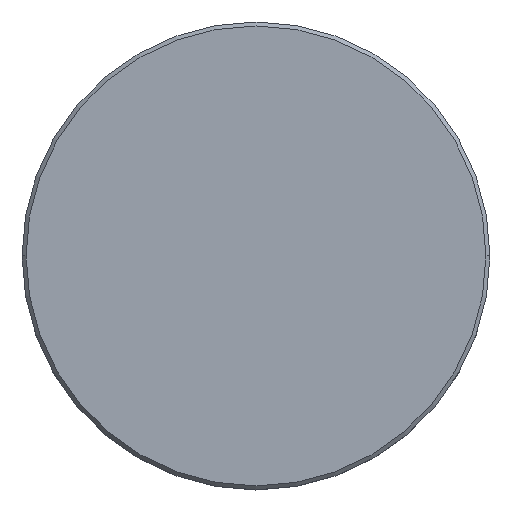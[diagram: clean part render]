
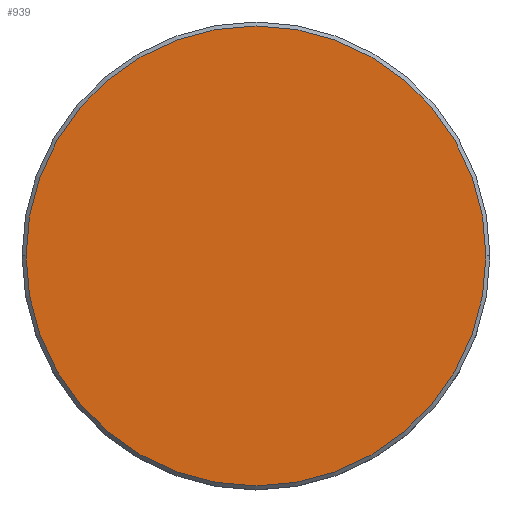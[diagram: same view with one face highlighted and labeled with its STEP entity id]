
A CAD part, top view. The second image highlights one B-rep face of the part: STEP entity #939.
In plain terms, the highlighted planar face has unit normal (0, 0, 1).
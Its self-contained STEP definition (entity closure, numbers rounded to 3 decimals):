
#44 = DIRECTION ( 'NONE',  ( 0., 0., 1. ) ) ;
#74 = CARTESIAN_POINT ( 'NONE',  ( 0., 0., 0. ) ) ;
#233 = ORIENTED_EDGE ( 'NONE', *, *, #386, .T. ) ;
#244 = DIRECTION ( 'NONE',  ( 0., 0., 1. ) ) ;
#329 = VERTEX_POINT ( 'NONE', #424 ) ;
#375 = AXIS2_PLACEMENT_3D ( 'NONE', #1046, #509, #592 ) ;
#386 = EDGE_CURVE ( 'NONE', #1130, #329, #1085, .T. ) ;
#424 = CARTESIAN_POINT ( 'NONE',  ( -29., 0., 0. ) ) ;
#428 = DIRECTION ( 'NONE',  ( 1., 0., 0. ) ) ;
#509 = DIRECTION ( 'NONE',  ( 0., 0., 1. ) ) ;
#576 = EDGE_CURVE ( 'NONE', #329, #1130, #990, .T. ) ;
#592 = DIRECTION ( 'NONE',  ( 1., 0., 0. ) ) ;
#597 = AXIS2_PLACEMENT_3D ( 'NONE', #74, #244, #428 ) ;
#713 = CARTESIAN_POINT ( 'NONE',  ( 29., 0., 0. ) ) ;
#836 = DIRECTION ( 'NONE',  ( 1., 0., 0. ) ) ;
#846 = ORIENTED_EDGE ( 'NONE', *, *, #576, .T. ) ;
#939 = ADVANCED_FACE ( 'NONE', ( #956 ), #948, .T. ) ;
#948 = PLANE ( 'NONE',  #375 ) ;
#950 = AXIS2_PLACEMENT_3D ( 'NONE', #1028, #44, #836 ) ;
#956 = FACE_OUTER_BOUND ( 'NONE', #1035, .T. ) ;
#990 = CIRCLE ( 'NONE', #950, 29. ) ;
#1028 = CARTESIAN_POINT ( 'NONE',  ( 0., 0., 0. ) ) ;
#1035 = EDGE_LOOP ( 'NONE', ( #846, #233 ) ) ;
#1046 = CARTESIAN_POINT ( 'NONE',  ( 0., 0., 0. ) ) ;
#1085 = CIRCLE ( 'NONE', #597, 29. ) ;
#1130 = VERTEX_POINT ( 'NONE', #713 ) ;
